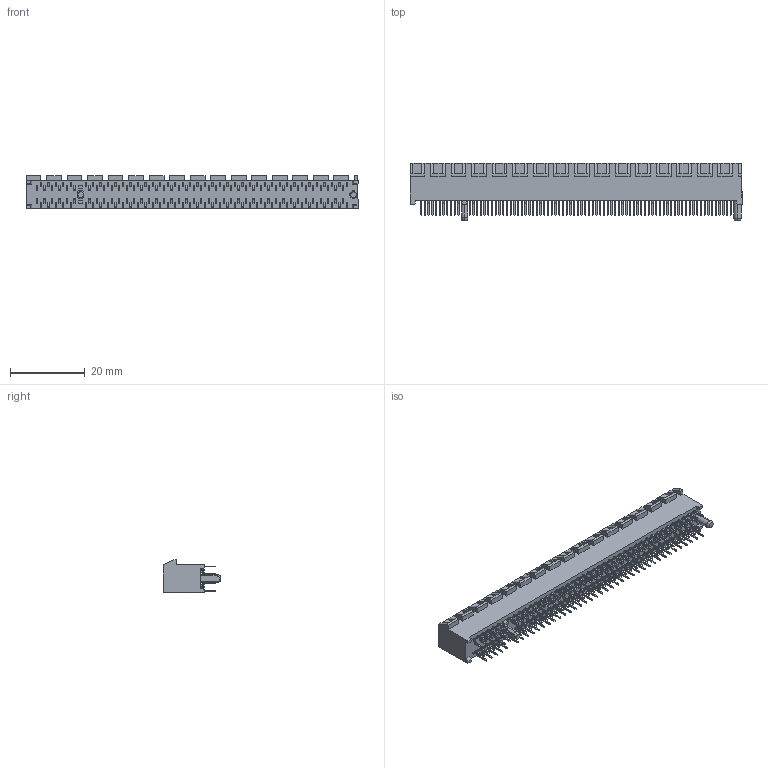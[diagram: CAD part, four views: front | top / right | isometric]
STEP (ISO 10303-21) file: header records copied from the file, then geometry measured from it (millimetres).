
FILE_DESCRIPTION (( 'STEP AP214' ), '1' );
FILE_NAME ('10142333-10013MLF.STEP', '2023-02-10T21:27:30', ( '' ), ( '' ), 'SwSTEP 2.0', 'SolidWorks 2021', '' );
FILE_SCHEMA (( 'AUTOMOTIVE_DESIGN' ));
Length unit declared in the file: millimetre
Products named in the file (1): 10142333-10013MLF
Bounding box: 89 x 15.4 x 8.8 mm (x, y, z)
Volume: 5682.5 mm3; surface area: 5873.7 mm2
Topology: 165 solids, 165 shells, 2846 faces, 7423 edges, 4913 vertices
Faces by surface type: plane 2181, cylinder 661, cone 4
Entity records: 88094 total; most frequent: CARTESIAN_POINT 15213, ORIENTED_EDGE 14846, DIRECTION 14442, EDGE_CURVE 7423, VECTOR 6094, LINE 6094, VERTEX_POINT 4913, AXIS2_PLACEMENT_3D 4174
